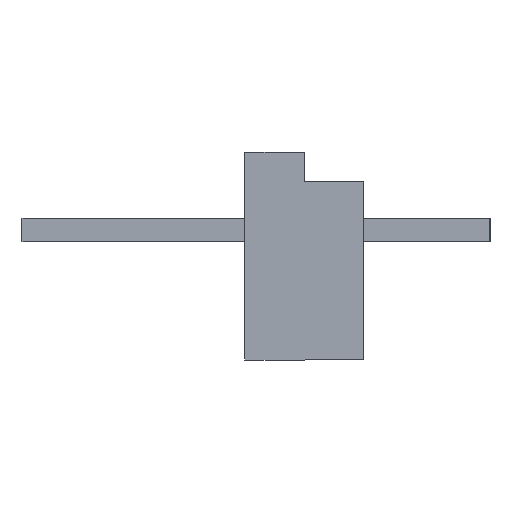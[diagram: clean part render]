
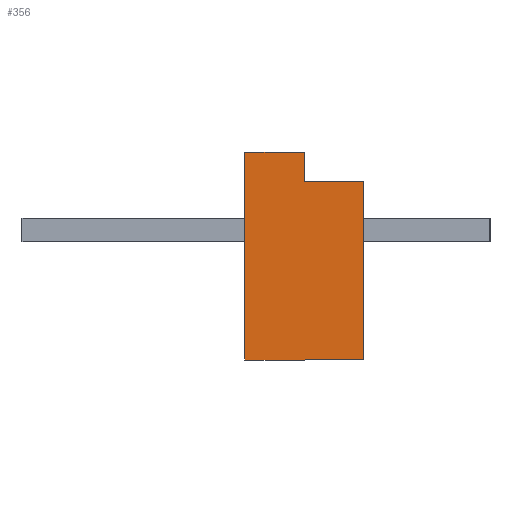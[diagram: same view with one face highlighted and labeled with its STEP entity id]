
A CAD part, left-side view. The second image highlights one B-rep face of the part: STEP entity #356.
In plain terms, the highlighted planar face has unit normal (-1, 0, 0).
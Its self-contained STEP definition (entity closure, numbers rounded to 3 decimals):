
#264 = VERTEX_POINT ( 'NONE', #2898 ) ;
#272 = EDGE_CURVE ( 'NONE', #318, #280, #2928, .T. ) ;
#279 = EDGE_CURVE ( 'NONE', #280, #1816, #2974, .T. ) ;
#280 = VERTEX_POINT ( 'NONE', #2970 ) ;
#298 = EDGE_CURVE ( 'NONE', #264, #308, #3006, .T. ) ;
#308 = VERTEX_POINT ( 'NONE', #2990 ) ;
#309 = EDGE_CURVE ( 'NONE', #308, #318, #2989, .T. ) ;
#318 = VERTEX_POINT ( 'NONE', #3037 ) ;
#356 = ADVANCED_FACE ( 'NONE', ( #3154 ), #3139, .T. ) ;
#357 = EDGE_LOOP ( 'NONE', ( #396, #397, #439, #398, #399, #410 ) ) ;
#383 = EDGE_CURVE ( 'NONE', #1816, #406, #3238, .T. ) ;
#396 = ORIENTED_EDGE ( 'NONE', *, *, #298, .F. ) ;
#397 = ORIENTED_EDGE ( 'NONE', *, *, #402, .F. ) ;
#398 = ORIENTED_EDGE ( 'NONE', *, *, #279, .F. ) ;
#399 = ORIENTED_EDGE ( 'NONE', *, *, #272, .F. ) ;
#402 = EDGE_CURVE ( 'NONE', #406, #264, #3295, .T. ) ;
#406 = VERTEX_POINT ( 'NONE', #3291 ) ;
#410 = ORIENTED_EDGE ( 'NONE', *, *, #309, .F. ) ;
#439 = ORIENTED_EDGE ( 'NONE', *, *, #383, .F. ) ;
#1816 = VERTEX_POINT ( 'NONE', #3576 ) ;
#2898 = CARTESIAN_POINT ( 'NONE',  ( -10., 1.6, 0. ) ) ;
#2925 = DIRECTION ( 'NONE',  ( 0., 1., 0. ) ) ;
#2926 = VECTOR ( 'NONE', #2925, 1000. ) ;
#2927 = CARTESIAN_POINT ( 'NONE',  ( -10., 0., -4.8 ) ) ;
#2928 = LINE ( 'NONE', #2927, #2926 ) ;
#2970 = CARTESIAN_POINT ( 'NONE',  ( -10., 3.2, -4.8 ) ) ;
#2971 = DIRECTION ( 'NONE',  ( 0., 0., 1. ) ) ;
#2972 = VECTOR ( 'NONE', #2971, 1000. ) ;
#2973 = CARTESIAN_POINT ( 'NONE',  ( -10., 3.2, -4.8 ) ) ;
#2974 = LINE ( 'NONE', #2973, #2972 ) ;
#2986 = DIRECTION ( 'NONE',  ( 0., 0., -1. ) ) ;
#2987 = VECTOR ( 'NONE', #2986, 1000. ) ;
#2988 = CARTESIAN_POINT ( 'NONE',  ( -10., 0., 0. ) ) ;
#2989 = LINE ( 'NONE', #2988, #2987 ) ;
#2990 = CARTESIAN_POINT ( 'NONE',  ( -10., 0., 0. ) ) ;
#3003 = DIRECTION ( 'NONE',  ( 0., -1., 0. ) ) ;
#3004 = VECTOR ( 'NONE', #3003, 1000. ) ;
#3005 = CARTESIAN_POINT ( 'NONE',  ( -10., 1.6, 0. ) ) ;
#3006 = LINE ( 'NONE', #3005, #3004 ) ;
#3037 = CARTESIAN_POINT ( 'NONE',  ( -10., 0., -4.8 ) ) ;
#3135 = DIRECTION ( 'NONE',  ( 0., 0., 1. ) ) ;
#3136 = DIRECTION ( 'NONE',  ( -1., 0., 0. ) ) ;
#3137 = CARTESIAN_POINT ( 'NONE',  ( -10., 3.2, 0. ) ) ;
#3138 = AXIS2_PLACEMENT_3D ( 'NONE', #3137, #3136, #3135 ) ;
#3139 = PLANE ( 'NONE',  #3138 ) ;
#3154 = FACE_OUTER_BOUND ( 'NONE', #357, .T. ) ;
#3235 = DIRECTION ( 'NONE',  ( 0., -1., 0. ) ) ;
#3236 = VECTOR ( 'NONE', #3235, 1000. ) ;
#3237 = CARTESIAN_POINT ( 'NONE',  ( -10., 3.2, 0.8 ) ) ;
#3238 = LINE ( 'NONE', #3237, #3236 ) ;
#3291 = CARTESIAN_POINT ( 'NONE',  ( -10., 1.6, 0.8 ) ) ;
#3292 = DIRECTION ( 'NONE',  ( 0., 0., -1. ) ) ;
#3293 = VECTOR ( 'NONE', #3292, 1000. ) ;
#3294 = CARTESIAN_POINT ( 'NONE',  ( -10., 1.6, 0.8 ) ) ;
#3295 = LINE ( 'NONE', #3294, #3293 ) ;
#3576 = CARTESIAN_POINT ( 'NONE',  ( -10., 3.2, 0.8 ) ) ;
